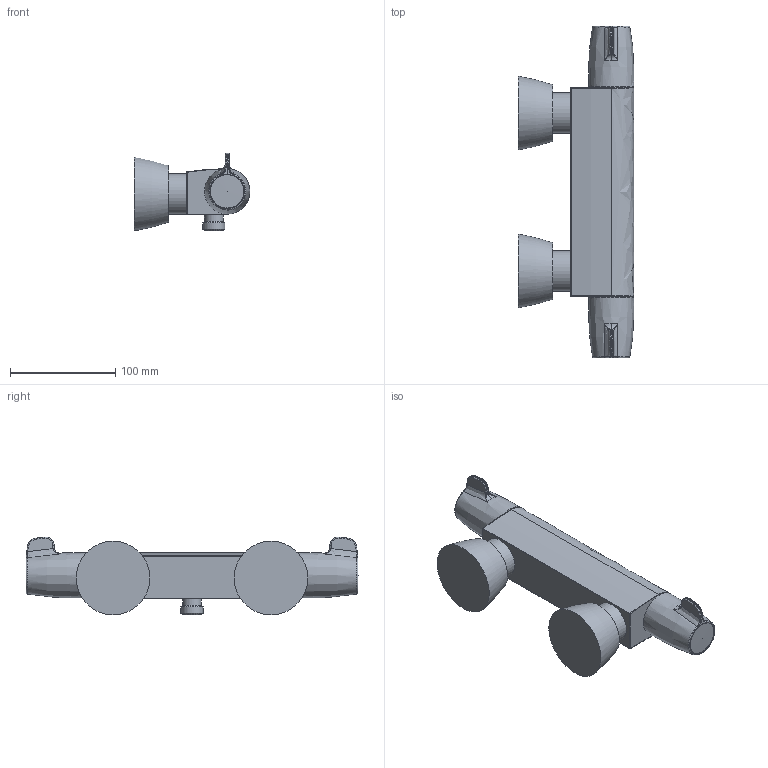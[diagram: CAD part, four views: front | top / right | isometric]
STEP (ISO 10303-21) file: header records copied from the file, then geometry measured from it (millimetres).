
FILE_DESCRIPTION(/* description */ ('Unknown'),/* implementation_level */ '2;1');
FILE_NAME(/* name */ '_34667000_1',/* time_stamp */ '2022-09-07T07:15:17+02:00',/* author */ ('Unknown'),/* organization */ ('GROHE AG'),/* preprocessor_version */ 'ST-DEVELOPER v16.7',/* originating_system */ 'DEX',/* authorisation */ $);
FILE_SCHEMA (('AP203_CONFIGURATION_CONTROLLED_3D_DESIGN_OF_MECHANICAL_PARTS_AND_ASSEMBLIES_MIM_LF { 1 0 10303 203 3 1 4 }','AUTOMOTIVE_DESIGN {1 0 10303 214 3 1 1}'));
Length unit declared in the file: millimetre
Products named in the file (4): _34667000_1; id11; 110111_G2_UnivConcValve_Handle_Lob; Document
Assembly tree (3 placements, depth 2):
  _34667000_1
    id11
    110111_G2_UnivConcValve_Handle_Lob
    Document
Bounding box: 109.94 x 315.3 x 73.82 mm (x, y, z)
Volume: 205265.6 mm3; surface area: 96431.3 mm2
Topology: 2 solids, 16 shells, 122 faces, 476 edges, 352 vertices
Faces by surface type: bspline 73, plane 21, cylinder 13, torus 9, cone 4, sphere 2
Full cylindrical faces by diameter (mm): 18 x1, 20.96 x1, 24 x1, 36 x1, 38.5 x2
Entity records: 20329 total; most frequent: CARTESIAN_POINT 17044, ORIENTED_EDGE 674, EDGE_CURVE 444, DIRECTION 394, VERTEX_POINT 337, B_SPLINE_CURVE_WITH_KNOTS 250, AXIS2_PLACEMENT_3D 159, EDGE_LOOP 141
